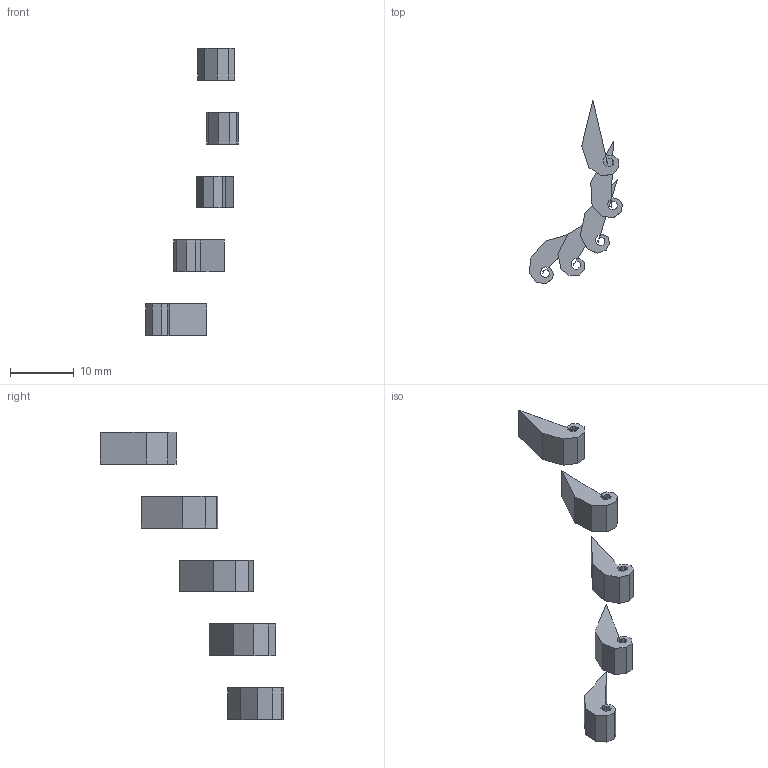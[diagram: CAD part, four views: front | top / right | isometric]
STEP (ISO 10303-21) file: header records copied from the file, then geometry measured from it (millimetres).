
FILE_DESCRIPTION(('Open CASCADE Model'),'2;1');
FILE_NAME('Open CASCADE Shape Model','2024-06-01T13:43:34',('Author'),( 'Open CASCADE'),'Open CASCADE STEP processor 7.7','Open CASCADE 7.7' ,'Unknown');
FILE_SCHEMA(('AUTOMOTIVE_DESIGN { 1 0 10303 214 1 1 1 1 }'));
Length unit declared in the file: millimetre
Products named in the file (6): Open CASCADE STEP translator 7.7 18; Open CASCADE STEP translator 7.7 18.1; Open CASCADE STEP translator 7.7 18.2; Open CASCADE STEP translator 7.7 18.3; Open CASCADE STEP translator 7.7 18.4; Open CASCADE STEP translator 7.7 18.5
Assembly tree (5 placements, depth 2):
  Open CASCADE STEP translator 7.7 18
    Open CASCADE STEP translator 7.7 18.1
    Open CASCADE STEP translator 7.7 18.2
    Open CASCADE STEP translator 7.7 18.3
    Open CASCADE STEP translator 7.7 18.4
    Open CASCADE STEP translator 7.7 18.5
Bounding box: 14.54 x 28.65 x 45 mm (x, y, z)
Volume: 766 mm3; surface area: 1186.6 mm2
Topology: 5 solids, 5 shells, 110 faces, 340 edges, 220 vertices
Faces by surface type: plane 110
Entity records: 7396 total; most frequent: CARTESIAN_POINT 1216, DIRECTION 1132, LINE 900, VECTOR 900, ORIENTED_EDGE 600, PCURVE 600, DEFINITIONAL_REPRESENTATION 600, EDGE_CURVE 300
